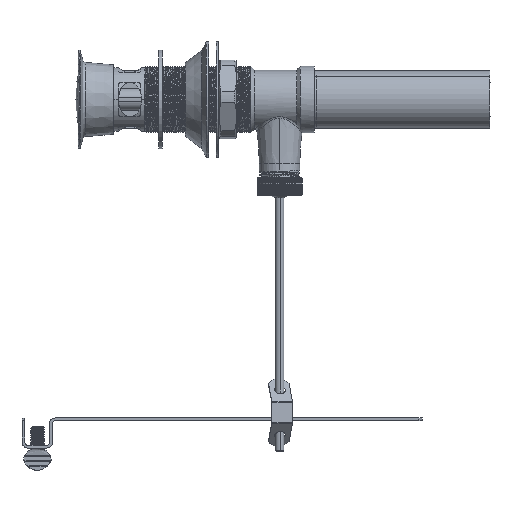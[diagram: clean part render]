
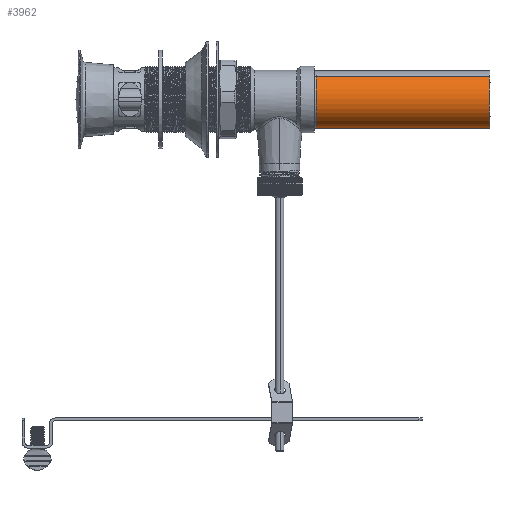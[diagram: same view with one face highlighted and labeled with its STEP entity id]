
A CAD part, left-side view. The second image highlights one B-rep face of the part: STEP entity #3962.
In plain terms, the highlighted cylindrical face has radius 15.875 mm (diameter 31.75 mm), a partial arc.
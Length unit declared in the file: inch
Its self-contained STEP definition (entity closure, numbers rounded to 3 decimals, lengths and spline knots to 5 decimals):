
#2187=DIRECTION('',(0.,1.,0.));
#2188=VECTOR('',#2187,3.73819);
#2189=CARTESIAN_POINT('',(0.38717,-3.78307,
-0.49064));
#2190=LINE('',#2189,#2188);
#2191=CARTESIAN_POINT('',(0.,-0.04488,0.));
#2192=DIRECTION('',(0.,-1.,0.));
#2193=DIRECTION('',(-0.619,0.,0.785));
#2194=AXIS2_PLACEMENT_3D('',#2191,#2192,#2193);
#2196=DIRECTION('',(0.,-1.,0.));
#2197=VECTOR('',#2196,3.73819);
#2198=CARTESIAN_POINT('',(-0.38698,-0.04488,
0.49041));
#2199=LINE('',#2198,#2197);
#2200=CARTESIAN_POINT('',(0.,-3.78307,
0.));
#2201=DIRECTION('',(0.,1.,0.));
#2202=DIRECTION('',(0.619,0.,-0.785));
#2203=AXIS2_PLACEMENT_3D('',#2200,#2201,#2202);
#2988=CARTESIAN_POINT('',(0.38717,-3.78307,
-0.49064));
#2989=VERTEX_POINT('',#2988);
#2990=CARTESIAN_POINT('',(-0.38717,-3.78307,
0.49064));
#2991=VERTEX_POINT('',#2990);
#2996=CARTESIAN_POINT('',(-0.38698,-0.04488,
0.49041));
#2997=VERTEX_POINT('',#2996);
#2998=CARTESIAN_POINT('',(0.38698,-0.04488,
-0.49041));
#2999=VERTEX_POINT('',#2998);
#3948=CARTESIAN_POINT('',(0.,-3.85783,0.));
#3949=DIRECTION('',(0.,1.,0.));
#3950=DIRECTION('',(0.619,0.,-0.785));
#3951=AXIS2_PLACEMENT_3D('',#3948,#3949,#3950);
#3952=CYLINDRICAL_SURFACE('',#3951,0.625);
#3954=ORIENTED_EDGE('',*,*,#3953,.F.);
#3956=ORIENTED_EDGE('',*,*,#3955,.T.);
#3957=ORIENTED_EDGE('',*,*,#3940,.F.);
#3959=ORIENTED_EDGE('',*,*,#3958,.T.);
#3960=EDGE_LOOP('',(#3954,#3956,#3957,#3959));
#3961=FACE_OUTER_BOUND('',#3960,.F.);
#3962=ADVANCED_FACE('',(#3961),#3952,.T.);
#2195=CIRCLE('',#2194,0.625);
#2204=CIRCLE('',#2203,0.625);
#3940=EDGE_CURVE('',#2997,#2999,#2195,.T.);
#3953=EDGE_CURVE('',#2989,#2991,#2204,.T.);
#3955=EDGE_CURVE('',#2989,#2999,#2190,.T.);
#3958=EDGE_CURVE('',#2997,#2991,#2199,.T.);
